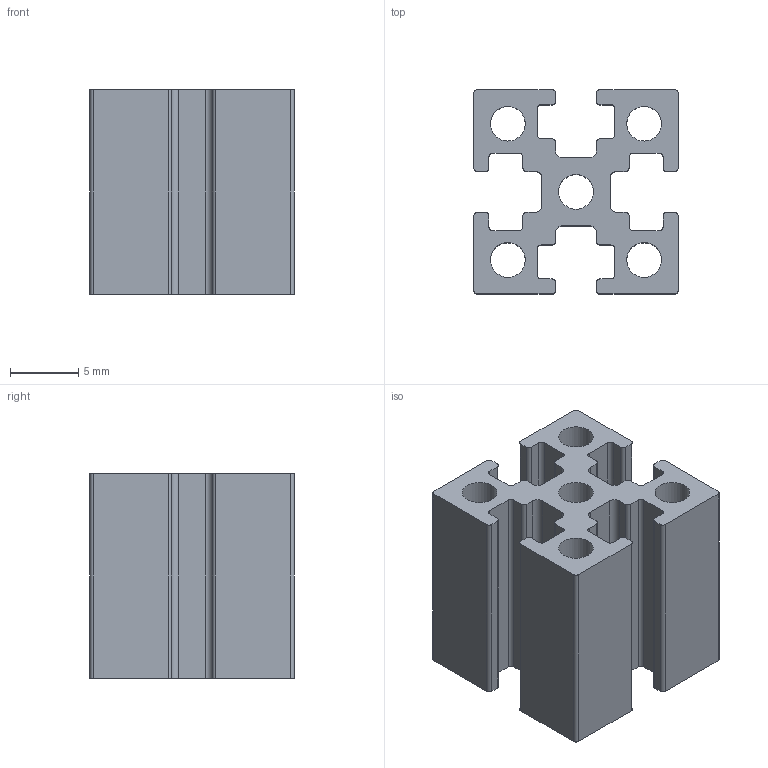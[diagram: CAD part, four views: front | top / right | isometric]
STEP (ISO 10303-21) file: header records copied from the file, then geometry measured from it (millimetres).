
FILE_DESCRIPTION(/* description */ (''),/* implementation_level */ '2;1');
FILE_NAME(/* name */ 'MakerBeamXL 1515 Cube_v2.step',/* time_stamp */ '2023-05-23T22:34:01-06:00',/* author */ (''),/* organization */ (''),/* preprocessor_version */ 'ST-DEVELOPER v19.2',/* originating_system */ 'Autodesk Translation Framework v12.4.0.73',/* authorisation */ '');
FILE_SCHEMA (('AUTOMOTIVE_DESIGN { 1 0 10303 214 3 1 1 }'));
Length unit declared in the file: millimetre
Products named in the file (1): MakerBeamXL 1515 Cube
Bounding box: 15 x 15 x 15 mm (x, y, z)
Volume: 1691.7 mm3; surface area: 2546.1 mm2
Topology: 1 solids, 1 shells, 111 faces, 327 edges, 218 vertices
Faces by surface type: cylinder 57, plane 54
Full cylindrical faces by diameter (mm): 2.55 x5
Entity records: 3795 total; most frequent: DIRECTION 665, CARTESIAN_POINT 657, ORIENTED_EDGE 654, EDGE_CURVE 327, AXIS2_PLACEMENT_3D 226, VERTEX_POINT 218, LINE 213, VECTOR 213
